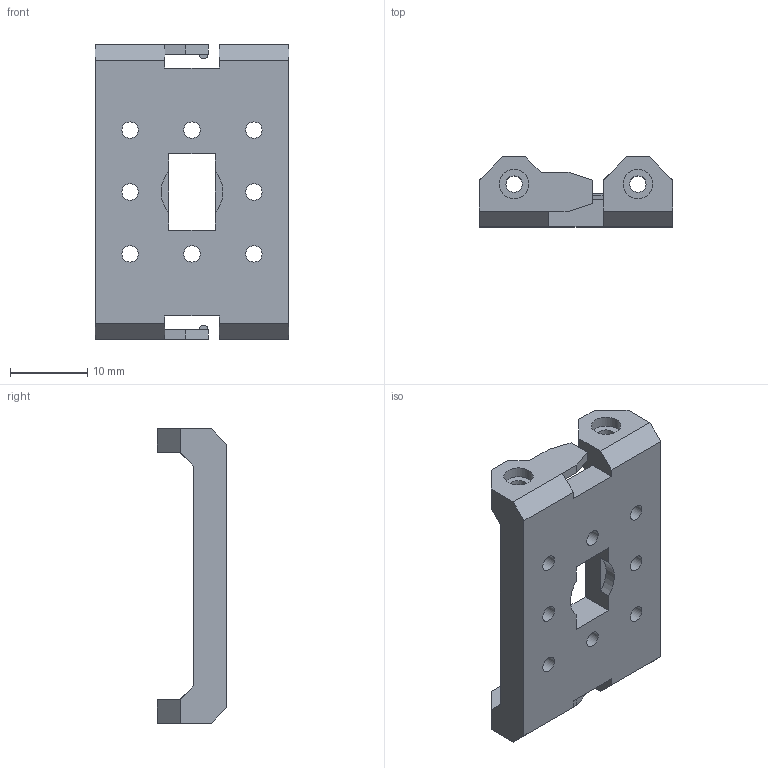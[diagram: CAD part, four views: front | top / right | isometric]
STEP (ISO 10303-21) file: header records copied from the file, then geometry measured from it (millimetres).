
FILE_DESCRIPTION(/* description */ (''),/* implementation_level */ '2;1');
FILE_NAME(/* name */ 'FP04-F3.step',/* time_stamp */ '2021-08-05T21:16:23+02:00',/* author */ (''),/* organization */ (''),/* preprocessor_version */ 'ST-DEVELOPER v18.1',/* originating_system */ 'Autodesk Translation Framework v10.9.0.1377',/* authorisation */ '');
FILE_SCHEMA (('AUTOMOTIVE_DESIGN { 1 0 10303 214 3 1 1 }'));
Length unit declared in the file: millimetre
Products named in the file (1): F3
Bounding box: 25 x 9 x 38 mm (x, y, z)
Volume: 3206.4 mm3; surface area: 3583.4 mm2
Topology: 1 solids, 1 shells, 226 faces, 636 edges, 422 vertices
Faces by surface type: plane 206, cylinder 20
Full cylindrical faces by diameter (mm): 2.1 x12, 3.8 x4
Entity records: 7257 total; most frequent: CARTESIAN_POINT 1285, ORIENTED_EDGE 1272, DIRECTION 1130, EDGE_CURVE 636, LINE 596, VECTOR 596, VERTEX_POINT 422, AXIS2_PLACEMENT_3D 267
